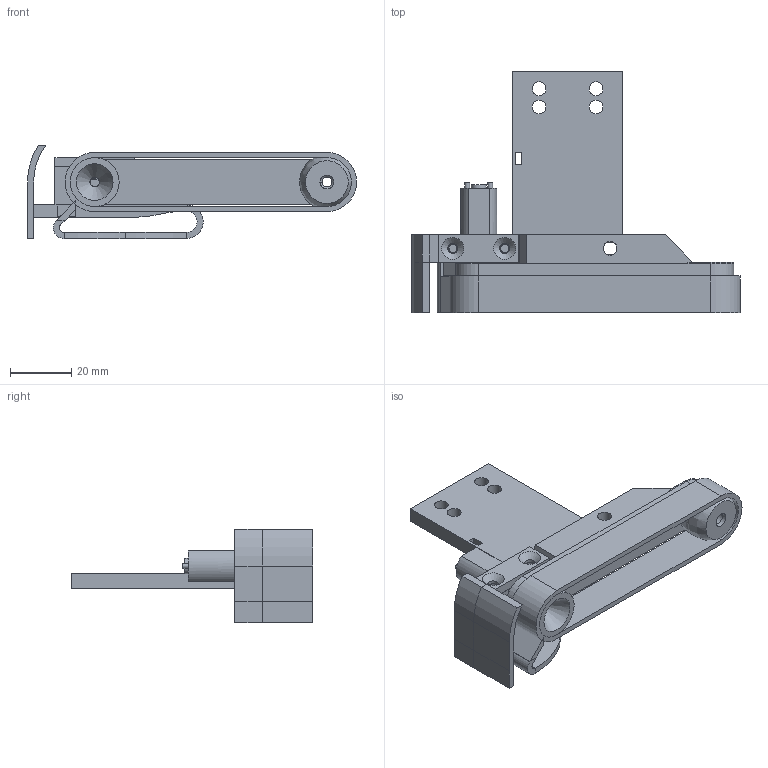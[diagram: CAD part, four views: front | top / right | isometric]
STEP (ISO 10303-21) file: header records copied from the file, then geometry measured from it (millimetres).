
FILE_DESCRIPTION(('FreeCAD Model'),'2;1');
FILE_NAME('Open CASCADE Shape Model','2025-06-03T22:21:53',(''),(''), 'Open CASCADE STEP processor 7.8','FreeCAD','Unknown');
FILE_SCHEMA(('AUTOMOTIVE_DESIGN { 1 0 10303 214 1 1 1 1 }'));
Length unit declared in the file: millimetre
Products named in the file (11): Belt Purger; Motor; Bracelet; Arm; Pulley; Idler; Mount; Mount_closure; Deflector; Idler_offseted; Deflector_noinserts
Assembly tree (10 placements, depth 2):
  Belt Purger
    Motor
    Bracelet
    Arm
    Pulley
    Idler
    Mount
    Mount_closure
    Deflector
    Idler_offseted
    Deflector_noinserts
Bounding box: 107.7 x 79 x 30.5 mm (x, y, z)
Volume: 47174.8 mm3; surface area: 35222.4 mm2
Topology: 10 solids, 10 shells, 364 faces, 839 edges, 510 vertices
Faces by surface type: plane 282, cylinder 75, cone 5, revolution 2
Full cylindrical faces by diameter (mm): 1.27 x2, 1.6 x2, 2.7 x2, 3 x1, 3.1 x2, 3.2 x4, 3.4 x2, 4 x1, 4.5 x9, 5 x1, 7.2 x2, 9 x1, 10.1 x3, 16 x1
Entity records: 21763 total; most frequent: CARTESIAN_POINT 4098, DIRECTION 3341, LINE 2200, VECTOR 2200, ORIENTED_EDGE 1678, PCURVE 1678, DEFINITIONAL_REPRESENTATION 1678, EDGE_CURVE 839
